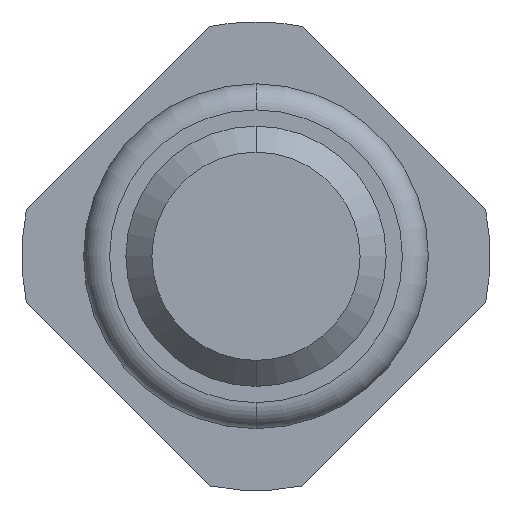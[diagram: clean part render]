
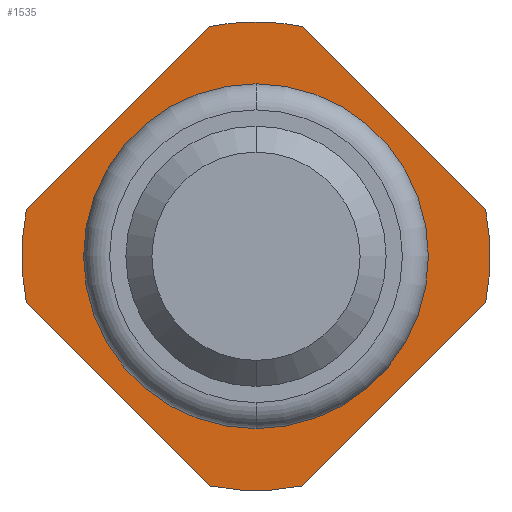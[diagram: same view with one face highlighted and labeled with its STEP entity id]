
A CAD part, front view. The second image highlights one B-rep face of the part: STEP entity #1535.
In plain terms, the highlighted planar face has unit normal (0, -1, 0).
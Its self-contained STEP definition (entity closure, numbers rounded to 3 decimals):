
#1 = CARTESIAN_POINT ( 'NONE',  ( 0., -2., 0. ) ) ;
#14 = EDGE_CURVE ( 'Defeature ausgef�hrt3_15+Defeature ausgef�hrt3_0+Defeature ausgef�hrt3_1+Defeature ausgef�hrt3_4', #3219, #3720, #1802, .T. ) ;
#46 = VERTEX_POINT ( 'NONE', #1413 ) ;
#55 = DIRECTION ( 'NONE',  ( 0.707, 0., 0.707 ) ) ;
#58 = VERTEX_POINT ( 'NONE', #1107 ) ;
#68 = CIRCLE ( 'NONE', #2186, 1.325 ) ;
#167 = VERTEX_POINT ( 'NONE', #3564 ) ;
#195 = CARTESIAN_POINT ( 'NONE',  ( -0.357, -2., -1.764 ) ) ;
#202 = AXIS2_PLACEMENT_3D ( 'NONE', #2089, #636, #310 ) ;
#220 = EDGE_CURVE ( 'Defeature ausgef�hrt3_16+Defeature ausgef�hrt3_0+Defeature ausgef�hrt3_4+Defeature ausgef�hrt3_3', #1050, #58, #1620, .T. ) ;
#254 = EDGE_CURVE ( 'Defeature ausgef�hrt3_3+Defeature ausgef�hrt3_0+Defeature ausgef�hrt3_16+Defeature ausgef�hrt3_17', #58, #2137, #1947, .T. ) ;
#310 = DIRECTION ( 'NONE',  ( 0., 0., 1. ) ) ;
#337 = EDGE_CURVE ( 'Defeature ausgef�hrt3_4+Defeature ausgef�hrt3_0+Defeature ausgef�hrt3_15+Defeature ausgef�hrt3_16', #3720, #1050, #774, .T. ) ;
#366 = DIRECTION ( 'NONE',  ( 0., 1., 0. ) ) ;
#380 = DIRECTION ( 'NONE',  ( -0.707, 0., -0.707 ) ) ;
#443 = EDGE_CURVE ( 'Defeature ausgef�hrt3_2+Defeature ausgef�hrt3_0+Defeature ausgef�hrt3_17+Defeature ausgef�hrt3_18', #2006, #1064, #2166, .T. ) ;
#484 = CARTESIAN_POINT ( 'NONE',  ( 1.961, -2., 0.161 ) ) ;
#499 = ORIENTED_EDGE ( 'NONE', *, *, #1031, .F. ) ;
#609 = PLANE ( 'NONE',  #202 ) ;
#636 = DIRECTION ( 'NONE',  ( 0., 1., 0. ) ) ;
#637 = DIRECTION ( 'NONE',  ( 0., 1., 0. ) ) ;
#666 = ORIENTED_EDGE ( 'NONE', *, *, #2589, .F. ) ;
#703 = ORIENTED_EDGE ( 'NONE', *, *, #1911, .T. ) ;
#716 = DIRECTION ( 'NONE',  ( 0., 0., 1. ) ) ;
#728 = AXIS2_PLACEMENT_3D ( 'NONE', #2349, #1137, #2951 ) ;
#774 = CIRCLE ( 'NONE', #2341, 1.8 ) ;
#775 = ORIENTED_EDGE ( 'NONE', *, *, #443, .F. ) ;
#941 = DIRECTION ( 'NONE',  ( 0., 0., 1. ) ) ;
#949 = LINE ( 'NONE', #484, #1104 ) ;
#1009 = VECTOR ( 'NONE', #380, 1000. ) ;
#1031 = EDGE_CURVE ( 'Defeature ausgef�hrt3_18+Defeature ausgef�hrt3_0+Defeature ausgef�hrt3_2+Defeature ausgef�hrt3_1', #1064, #3191, #949, .T. ) ;
#1050 = VERTEX_POINT ( 'NONE', #195 ) ;
#1060 = CARTESIAN_POINT ( 'NONE',  ( 0., -2., 0. ) ) ;
#1064 = VERTEX_POINT ( 'NONE', #3751 ) ;
#1094 = AXIS2_PLACEMENT_3D ( 'NONE', #2818, #3431, #3416 ) ;
#1104 = VECTOR ( 'NONE', #1379, 1000. ) ;
#1107 = CARTESIAN_POINT ( 'NONE',  ( -1.764, -2., -0.357 ) ) ;
#1108 = VECTOR ( 'NONE', #3304, 1000. ) ;
#1111 = LINE ( 'NONE', #3318, #2874 ) ;
#1137 = DIRECTION ( 'NONE',  ( 0., 1., 0. ) ) ;
#1379 = DIRECTION ( 'NONE',  ( 0.707, 0., -0.707 ) ) ;
#1413 = CARTESIAN_POINT ( 'NONE',  ( 0., -2., 1.325 ) ) ;
#1441 = CIRCLE ( 'NONE', #2714, 1.325 ) ;
#1535 = ADVANCED_FACE ( 'Defeature ausgef�hrt3_0', ( #2251, #3708 ), #609, .F. ) ;
#1574 = CARTESIAN_POINT ( 'NONE',  ( 0., -2., 0. ) ) ;
#1620 = LINE ( 'NONE', #2399, #1108 ) ;
#1680 = CIRCLE ( 'NONE', #2065, 1.8 ) ;
#1802 = LINE ( 'NONE', #2646, #1009 ) ;
#1847 = CARTESIAN_POINT ( 'NONE',  ( 0., -2., 1.8 ) ) ;
#1893 = DIRECTION ( 'NONE',  ( 0., 1., 0. ) ) ;
#1911 = EDGE_CURVE ( 'Defeature ausgef�hrt3_0+Defeature ausgef�hrt3_12+Defeature ausgef�hrt3_12+Defeature ausgef�hrt3_12', #167, #46, #68, .T. ) ;
#1917 = AXIS2_PLACEMENT_3D ( 'NONE', #1, #637, #941 ) ;
#1943 = ORIENTED_EDGE ( 'NONE', *, *, #220, .F. ) ;
#1947 = CIRCLE ( 'NONE', #1917, 1.8 ) ;
#2006 = VERTEX_POINT ( 'NONE', #1847 ) ;
#2065 = AXIS2_PLACEMENT_3D ( 'NONE', #2501, #3732, #2530 ) ;
#2089 = CARTESIAN_POINT ( 'NONE',  ( 1.8, -2., 0. ) ) ;
#2137 = VERTEX_POINT ( 'NONE', #2893 ) ;
#2156 = CARTESIAN_POINT ( 'NONE',  ( -0.357, -2., 1.764 ) ) ;
#2166 = CIRCLE ( 'NONE', #1094, 1.8 ) ;
#2172 = DIRECTION ( 'NONE',  ( 0., 1., 0. ) ) ;
#2186 = AXIS2_PLACEMENT_3D ( 'NONE', #2733, #366, #3676 ) ;
#2251 = FACE_BOUND ( 'NONE', #2939, .T. ) ;
#2341 = AXIS2_PLACEMENT_3D ( 'NONE', #1574, #2172, #716 ) ;
#2349 = CARTESIAN_POINT ( 'NONE',  ( 0., -2., 0. ) ) ;
#2399 = CARTESIAN_POINT ( 'NONE',  ( -0.161, -2., -1.961 ) ) ;
#2470 = EDGE_LOOP ( 'NONE', ( #499, #775, #666, #3610, #3207, #1943, #3358, #2919, #3098 ) ) ;
#2501 = CARTESIAN_POINT ( 'NONE',  ( 0., -2., 0. ) ) ;
#2530 = DIRECTION ( 'NONE',  ( 0., 0., 1. ) ) ;
#2589 = EDGE_CURVE ( 'Defeature ausgef�hrt3_2+Defeature ausgef�hrt3_0+Defeature ausgef�hrt3_17+Defeature ausgef�hrt3_18', #2824, #2006, #2728, .T. ) ;
#2621 = DIRECTION ( 'NONE',  ( 0., 0., 1. ) ) ;
#2646 = CARTESIAN_POINT ( 'NONE',  ( 1.961, -2., -0.161 ) ) ;
#2714 = AXIS2_PLACEMENT_3D ( 'NONE', #1060, #1893, #2621 ) ;
#2728 = CIRCLE ( 'NONE', #728, 1.8 ) ;
#2733 = CARTESIAN_POINT ( 'NONE',  ( 0., -2., 0. ) ) ;
#2818 = CARTESIAN_POINT ( 'NONE',  ( 0., -2., 0. ) ) ;
#2824 = VERTEX_POINT ( 'NONE', #2156 ) ;
#2874 = VECTOR ( 'NONE', #55, 1000. ) ;
#2886 = EDGE_CURVE ( 'Defeature ausgef�hrt3_0+Defeature ausgef�hrt3_12+Defeature ausgef�hrt3_12+Defeature ausgef�hrt3_12', #46, #167, #1441, .T. ) ;
#2893 = CARTESIAN_POINT ( 'NONE',  ( -1.764, -2., 0.357 ) ) ;
#2919 = ORIENTED_EDGE ( 'NONE', *, *, #14, .F. ) ;
#2939 = EDGE_LOOP ( 'NONE', ( #3382, #703 ) ) ;
#2951 = DIRECTION ( 'NONE',  ( 0., 0., 1. ) ) ;
#3011 = EDGE_CURVE ( 'Defeature ausgef�hrt3_17+Defeature ausgef�hrt3_0+Defeature ausgef�hrt3_3+Defeature ausgef�hrt3_2', #2137, #2824, #1111, .T. ) ;
#3098 = ORIENTED_EDGE ( 'NONE', *, *, #3126, .F. ) ;
#3126 = EDGE_CURVE ( 'Defeature ausgef�hrt3_1+Defeature ausgef�hrt3_0+Defeature ausgef�hrt3_18+Defeature ausgef�hrt3_15', #3191, #3219, #1680, .T. ) ;
#3191 = VERTEX_POINT ( 'NONE', #3809 ) ;
#3196 = CARTESIAN_POINT ( 'NONE',  ( 1.764, -2., -0.357 ) ) ;
#3207 = ORIENTED_EDGE ( 'NONE', *, *, #254, .F. ) ;
#3219 = VERTEX_POINT ( 'NONE', #3196 ) ;
#3304 = DIRECTION ( 'NONE',  ( -0.707, 0., 0.707 ) ) ;
#3318 = CARTESIAN_POINT ( 'NONE',  ( -0.161, -2., 1.961 ) ) ;
#3358 = ORIENTED_EDGE ( 'NONE', *, *, #337, .F. ) ;
#3382 = ORIENTED_EDGE ( 'NONE', *, *, #2886, .T. ) ;
#3416 = DIRECTION ( 'NONE',  ( 0., 0., 1. ) ) ;
#3431 = DIRECTION ( 'NONE',  ( 0., 1., 0. ) ) ;
#3535 = CARTESIAN_POINT ( 'NONE',  ( 0.357, -2., -1.764 ) ) ;
#3564 = CARTESIAN_POINT ( 'NONE',  ( 0., -2., -1.325 ) ) ;
#3610 = ORIENTED_EDGE ( 'NONE', *, *, #3011, .F. ) ;
#3676 = DIRECTION ( 'NONE',  ( 0., 0., 1. ) ) ;
#3708 = FACE_OUTER_BOUND ( 'NONE', #2470, .T. ) ;
#3720 = VERTEX_POINT ( 'NONE', #3535 ) ;
#3732 = DIRECTION ( 'NONE',  ( 0., 1., 0. ) ) ;
#3751 = CARTESIAN_POINT ( 'NONE',  ( 0.357, -2., 1.764 ) ) ;
#3809 = CARTESIAN_POINT ( 'NONE',  ( 1.764, -2., 0.357 ) ) ;
